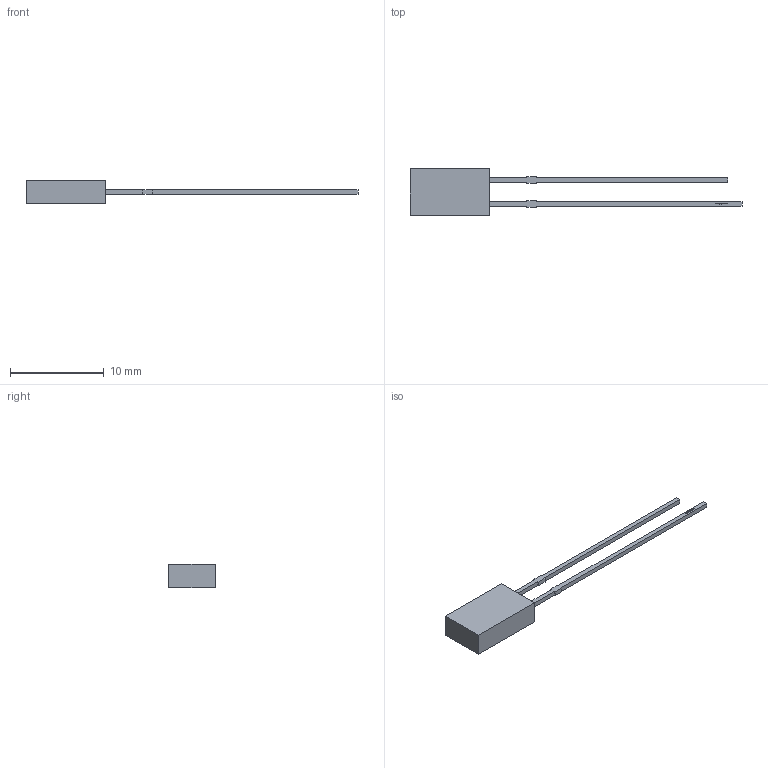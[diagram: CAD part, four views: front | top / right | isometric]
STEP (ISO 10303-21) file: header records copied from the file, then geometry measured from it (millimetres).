
FILE_DESCRIPTION (( 'STEP AP214' ), '1' );
FILE_NAME ('WP513.STEP', '2008-09-07T18:27:28', ( '' ), ( '' ), 'SwSTEP 2.0', 'SolidWorks 2008', '' );
FILE_SCHEMA (( 'AUTOMOTIVE_DESIGN' ));
Length unit declared in the file: millimetre
Products named in the file (1): WP513
Bounding box: 35.5 x 5 x 2.5 mm (x, y, z)
Volume: 119.6 mm3; surface area: 258.8 mm2
Topology: 1 solids, 1 shells, 315 faces, 849 edges, 566 vertices
Faces by surface type: plane 199, bspline 116
Entity records: 18727 total; most frequent: CARTESIAN_POINT 8119, ORIENTED_EDGE 1698, DIRECTION 1017, EDGE_CURVE 849, VECTOR 617, LINE 617, VERTEX_POINT 566, EDGE_LOOP 345
